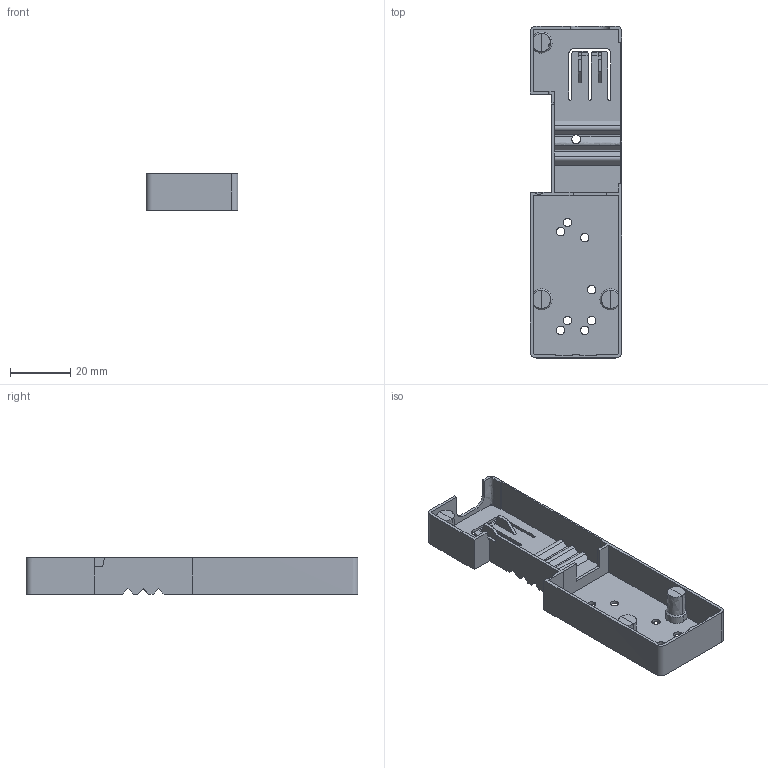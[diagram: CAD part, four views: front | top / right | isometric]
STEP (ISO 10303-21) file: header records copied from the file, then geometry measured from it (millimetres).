
FILE_DESCRIPTION(/* description */ (''),/* implementation_level */ '2;1');
FILE_NAME(/* name */ 'backside',/* time_stamp */ '2023-02-08T20:49:34+01:00',/* author */ (''),/* organization */ (''),/* preprocessor_version */ 'ST-DEVELOPER v10',/* originating_system */ '',/* authorisation */ '');
FILE_SCHEMA (('CONFIG_CONTROL_DESIGN'));
Length unit declared in the file: millimetre
Products named in the file (1): 1
Bounding box: 30.48 x 110 x 12 mm (x, y, z)
Volume: 7389.3 mm3; surface area: 14132.6 mm2
Topology: 1 solids, 1 shells, 292 faces, 802 edges, 519 vertices
Faces by surface type: plane 168, bspline 124
Entity records: 11084 total; most frequent: CARTESIAN_POINT 6098, ORIENTED_EDGE 1580, EDGE_CURVE 790, B_SPLINE_CURVE_WITH_KNOTS 547, VERTEX_POINT 519, EDGE_LOOP 331, ADVANCED_FACE 292, FACE_OUTER_BOUND 292
